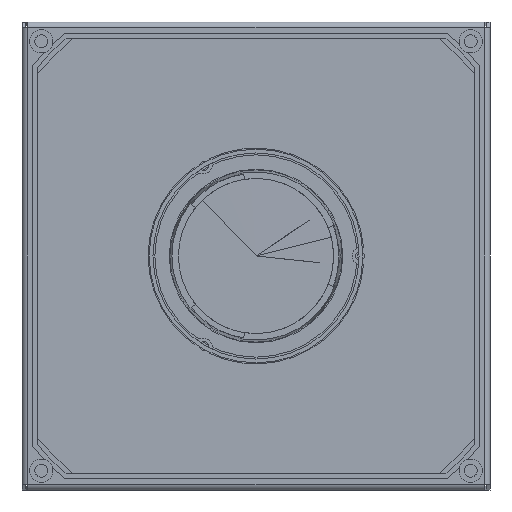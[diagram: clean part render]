
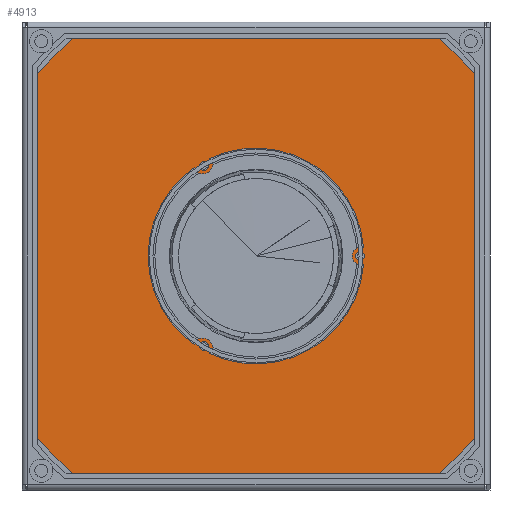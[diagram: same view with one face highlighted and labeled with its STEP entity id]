
A CAD part, front view. The second image highlights one B-rep face of the part: STEP entity #4913.
In plain terms, the highlighted planar face has unit normal (0, -1, 0).
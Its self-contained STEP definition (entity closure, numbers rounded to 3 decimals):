
#4014=CARTESIAN_POINT('',(-27.,0.,-46.765));
#4015=DIRECTION('',(0.,-1.,0.));
#4016=DIRECTION('',(1.,0.,0.));
#4017=AXIS2_PLACEMENT_3D('',#4014,#4015,#4016);
#4019=CARTESIAN_POINT('',(-27.,0.,-46.765));
#4020=DIRECTION('',(0.,-1.,0.));
#4021=DIRECTION('',(-1.,0.,0.));
#4022=AXIS2_PLACEMENT_3D('',#4019,#4020,#4021);
#4024=CARTESIAN_POINT('',(54.,0.,0.));
#4025=DIRECTION('',(0.,-1.,0.));
#4026=DIRECTION('',(1.,0.,0.));
#4027=AXIS2_PLACEMENT_3D('',#4024,#4025,#4026);
#4029=CARTESIAN_POINT('',(54.,0.,0.));
#4030=DIRECTION('',(0.,-1.,0.));
#4031=DIRECTION('',(-1.,0.,0.));
#4032=AXIS2_PLACEMENT_3D('',#4029,#4030,#4031);
#4034=CARTESIAN_POINT('',(-27.,0.,46.765));
#4035=DIRECTION('',(0.,-1.,0.));
#4036=DIRECTION('',(1.,0.,0.));
#4037=AXIS2_PLACEMENT_3D('',#4034,#4035,#4036);
#4039=CARTESIAN_POINT('',(-27.,0.,46.765));
#4040=DIRECTION('',(0.,-1.,0.));
#4041=DIRECTION('',(-1.,0.,0.));
#4042=AXIS2_PLACEMENT_3D('',#4039,#4040,#4041);
#4044=CARTESIAN_POINT('',(0.,0.,0.));
#4045=DIRECTION('',(0.,-1.,0.));
#4046=DIRECTION('',(-0.429,0.,-0.903));
#4047=AXIS2_PLACEMENT_3D('',#4044,#4045,#4046);
#4049=CARTESIAN_POINT('',(55.,0.,0.));
#4050=DIRECTION('',(0.,1.,0.));
#4051=DIRECTION('',(-0.436,0.,-0.9));
#4052=AXIS2_PLACEMENT_3D('',#4049,#4050,#4051);
#4054=CARTESIAN_POINT('',(0.,0.,0.));
#4055=DIRECTION('',(0.,-1.,0.));
#4056=DIRECTION('',(0.997,0.,0.08));
#4057=AXIS2_PLACEMENT_3D('',#4054,#4055,#4056);
#4059=DIRECTION('',(0.5,0.,-0.866));
#4060=VECTOR('',#4059,2.998);
#4061=CARTESIAN_POINT('',(-24.012,0.,50.591));
#4062=LINE('',#4061,#4060);
#4063=CARTESIAN_POINT('',(-27.5,0.,47.631));
#4064=DIRECTION('',(0.,1.,0.));
#4065=DIRECTION('',(0.997,0.,0.073));
#4066=AXIS2_PLACEMENT_3D('',#4063,#4064,#4065);
#4068=DIRECTION('',(-0.5,0.,0.866));
#4069=VECTOR('',#4068,2.998);
#4070=CARTESIAN_POINT('',(-30.307,0.,43.494));
#4071=LINE('',#4070,#4069);
#4072=CARTESIAN_POINT('',(0.,0.,0.));
#4073=DIRECTION('',(0.,-1.,0.));
#4074=DIRECTION('',(-0.568,0.,0.823));
#4075=AXIS2_PLACEMENT_3D('',#4072,#4073,#4074);
#4077=DIRECTION('',(0.5,0.,0.866));
#4078=VECTOR('',#4077,2.998);
#4079=CARTESIAN_POINT('',(-31.807,0.,-46.091));
#4080=LINE('',#4079,#4078);
#4081=CARTESIAN_POINT('',(-27.5,0.,-47.631));
#4082=DIRECTION('',(0.,1.,0.));
#4083=DIRECTION('',(-0.561,0.,0.827));
#4084=AXIS2_PLACEMENT_3D('',#4081,#4082,#4083);
#4086=DIRECTION('',(-0.5,0.,-0.866));
#4087=VECTOR('',#4086,2.998);
#4088=CARTESIAN_POINT('',(-22.513,0.,-47.994));
#4089=LINE('',#4088,#4087);
#4094=DIRECTION('',(-1.,0.,0.));
#4095=VECTOR('',#4094,231.);
#4096=CARTESIAN_POINT('',(115.5,0.,115.5));
#4097=LINE('',#4096,#4095);
#4254=DIRECTION('',(1.,0.,0.));
#4255=VECTOR('',#4254,231.);
#4256=CARTESIAN_POINT('',(-115.5,0.,-115.5));
#4257=LINE('',#4256,#4255);
#4294=DIRECTION('',(0.,0.,1.));
#4295=VECTOR('',#4294,231.);
#4296=CARTESIAN_POINT('',(115.5,0.,-115.5));
#4297=LINE('',#4296,#4295);
#4474=DIRECTION('',(0.,0.,-1.));
#4475=VECTOR('',#4474,231.);
#4476=CARTESIAN_POINT('',(-115.5,0.,115.5));
#4477=LINE('',#4476,#4475);
#4630=DIRECTION('',(-1.,0.,0.));
#4631=VECTOR('',#4630,2.998);
#4632=CARTESIAN_POINT('',(55.819,0.,4.5));
#4633=LINE('',#4632,#4631);
#4642=DIRECTION('',(1.,0.,0.));
#4643=VECTOR('',#4642,2.998);
#4644=CARTESIAN_POINT('',(52.821,0.,-4.5));
#4645=LINE('',#4644,#4643);
#4670=CARTESIAN_POINT('',(115.5,0.,115.5));
#4671=CARTESIAN_POINT('',(-115.5,0.,115.5));
#4672=VERTEX_POINT('',#4670);
#4673=VERTEX_POINT('',#4671);
#4674=CARTESIAN_POINT('',(115.5,0.,-115.5));
#4675=VERTEX_POINT('',#4674);
#4676=CARTESIAN_POINT('',(-115.5,0.,-115.5));
#4677=VERTEX_POINT('',#4676);
#4678=CARTESIAN_POINT('',(-24.75,0.,-46.765));
#4679=CARTESIAN_POINT('',(-29.25,0.,-46.765));
#4680=VERTEX_POINT('',#4678);
#4681=VERTEX_POINT('',#4679);
#4682=CARTESIAN_POINT('',(56.25,0.,0.));
#4683=CARTESIAN_POINT('',(51.75,0.,0.));
#4684=VERTEX_POINT('',#4682);
#4685=VERTEX_POINT('',#4683);
#4686=CARTESIAN_POINT('',(-24.75,0.,46.765));
#4687=CARTESIAN_POINT('',(-29.25,0.,46.765));
#4688=VERTEX_POINT('',#4686);
#4689=VERTEX_POINT('',#4687);
#4690=CARTESIAN_POINT('',(-24.012,0.,-50.591));
#4691=CARTESIAN_POINT('',(55.819,0.,-4.5));
#4692=VERTEX_POINT('',#4690);
#4693=VERTEX_POINT('',#4691);
#4694=CARTESIAN_POINT('',(52.821,0.,-4.5));
#4695=VERTEX_POINT('',#4694);
#4696=CARTESIAN_POINT('',(52.821,0.,4.5));
#4697=VERTEX_POINT('',#4696);
#4698=CARTESIAN_POINT('',(55.819,0.,4.5));
#4699=VERTEX_POINT('',#4698);
#4700=CARTESIAN_POINT('',(-24.012,0.,50.591));
#4701=VERTEX_POINT('',#4700);
#4702=CARTESIAN_POINT('',(-22.513,0.,47.994));
#4703=VERTEX_POINT('',#4702);
#4704=CARTESIAN_POINT('',(-30.307,0.,43.494));
#4705=VERTEX_POINT('',#4704);
#4706=CARTESIAN_POINT('',(-31.807,0.,46.091));
#4707=VERTEX_POINT('',#4706);
#4708=CARTESIAN_POINT('',(-31.807,0.,-46.091));
#4709=VERTEX_POINT('',#4708);
#4710=CARTESIAN_POINT('',(-30.307,0.,-43.494));
#4711=VERTEX_POINT('',#4710);
#4712=CARTESIAN_POINT('',(-22.513,0.,-47.994));
#4713=VERTEX_POINT('',#4712);
#4854=CARTESIAN_POINT('',(0.,0.,0.));
#4855=DIRECTION('',(0.,1.,0.));
#4856=DIRECTION('',(1.,0.,0.));
#4857=AXIS2_PLACEMENT_3D('',#4854,#4855,#4856);
#4858=PLANE('',#4857);
#4860=ORIENTED_EDGE('',*,*,#4859,.F.);
#4862=ORIENTED_EDGE('',*,*,#4861,.F.);
#4864=ORIENTED_EDGE('',*,*,#4863,.F.);
#4866=ORIENTED_EDGE('',*,*,#4865,.F.);
#4867=EDGE_LOOP('',(#4860,#4862,#4864,#4866));
#4868=FACE_OUTER_BOUND('',#4867,.F.);
#4870=ORIENTED_EDGE('',*,*,#4869,.T.);
#4872=ORIENTED_EDGE('',*,*,#4871,.T.);
#4873=EDGE_LOOP('',(#4870,#4872));
#4874=FACE_BOUND('',#4873,.F.);
#4876=ORIENTED_EDGE('',*,*,#4875,.T.);
#4878=ORIENTED_EDGE('',*,*,#4877,.T.);
#4879=EDGE_LOOP('',(#4876,#4878));
#4880=FACE_BOUND('',#4879,.F.);
#4882=ORIENTED_EDGE('',*,*,#4881,.T.);
#4884=ORIENTED_EDGE('',*,*,#4883,.T.);
#4885=EDGE_LOOP('',(#4882,#4884));
#4886=FACE_BOUND('',#4885,.F.);
#4888=ORIENTED_EDGE('',*,*,#4887,.T.);
#4890=ORIENTED_EDGE('',*,*,#4889,.F.);
#4892=ORIENTED_EDGE('',*,*,#4891,.T.);
#4894=ORIENTED_EDGE('',*,*,#4893,.F.);
#4896=ORIENTED_EDGE('',*,*,#4895,.T.);
#4898=ORIENTED_EDGE('',*,*,#4897,.T.);
#4900=ORIENTED_EDGE('',*,*,#4899,.T.);
#4902=ORIENTED_EDGE('',*,*,#4901,.T.);
#4904=ORIENTED_EDGE('',*,*,#4903,.T.);
#4906=ORIENTED_EDGE('',*,*,#4905,.T.);
#4908=ORIENTED_EDGE('',*,*,#4907,.T.);
#4910=ORIENTED_EDGE('',*,*,#4909,.T.);
#4911=EDGE_LOOP('',(#4888,#4890,#4892,#4894,#4896,#4898,#4900,#4902,#4904,#4906,
#4908,#4910));
#4912=FACE_BOUND('',#4911,.F.);
#4018=CIRCLE('',#4017,2.25);
#4023=CIRCLE('',#4022,2.25);
#4028=CIRCLE('',#4027,2.25);
#4033=CIRCLE('',#4032,2.25);
#4038=CIRCLE('',#4037,2.25);
#4043=CIRCLE('',#4042,2.25);
#4048=CIRCLE('',#4047,56.);
#4053=CIRCLE('',#4052,5.);
#4058=CIRCLE('',#4057,56.);
#4067=CIRCLE('',#4066,5.);
#4076=CIRCLE('',#4075,56.);
#4085=CIRCLE('',#4084,5.);
#4859=EDGE_CURVE('',#4672,#4673,#4097,.T.);
#4861=EDGE_CURVE('',#4675,#4672,#4297,.T.);
#4863=EDGE_CURVE('',#4677,#4675,#4257,.T.);
#4865=EDGE_CURVE('',#4673,#4677,#4477,.T.);
#4869=EDGE_CURVE('',#4680,#4681,#4018,.T.);
#4871=EDGE_CURVE('',#4681,#4680,#4023,.T.);
#4875=EDGE_CURVE('',#4684,#4685,#4028,.T.);
#4877=EDGE_CURVE('',#4685,#4684,#4033,.T.);
#4881=EDGE_CURVE('',#4688,#4689,#4038,.T.);
#4883=EDGE_CURVE('',#4689,#4688,#4043,.T.);
#4887=EDGE_CURVE('',#4692,#4693,#4048,.T.);
#4889=EDGE_CURVE('',#4695,#4693,#4645,.T.);
#4891=EDGE_CURVE('',#4695,#4697,#4053,.T.);
#4893=EDGE_CURVE('',#4699,#4697,#4633,.T.);
#4895=EDGE_CURVE('',#4699,#4701,#4058,.T.);
#4897=EDGE_CURVE('',#4701,#4703,#4062,.T.);
#4899=EDGE_CURVE('',#4703,#4705,#4067,.T.);
#4901=EDGE_CURVE('',#4705,#4707,#4071,.T.);
#4903=EDGE_CURVE('',#4707,#4709,#4076,.T.);
#4905=EDGE_CURVE('',#4709,#4711,#4080,.T.);
#4907=EDGE_CURVE('',#4711,#4713,#4085,.T.);
#4909=EDGE_CURVE('',#4713,#4692,#4089,.T.);
#4913=ADVANCED_FACE('',(#4868,#4874,#4880,#4886,#4912),#4858,.F.);
